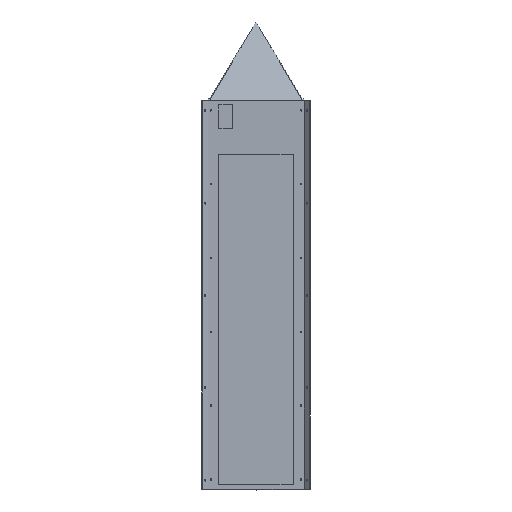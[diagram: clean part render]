
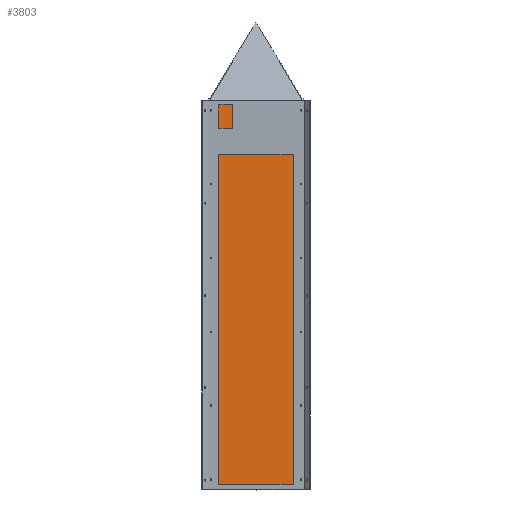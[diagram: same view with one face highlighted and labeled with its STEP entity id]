
A CAD part, top view. The second image highlights one B-rep face of the part: STEP entity #3803.
In plain terms, the highlighted planar face has unit normal (0, 0, 1).
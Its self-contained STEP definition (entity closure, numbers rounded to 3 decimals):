
#464 = VERTEX_POINT ( 'NONE', #3674 ) ;
#537 = AXIS2_PLACEMENT_3D ( 'NONE', #4726, #3368, #4606 ) ;
#709 = CARTESIAN_POINT ( 'NONE',  ( -195.096, 486.942, 23.221 ) ) ;
#1074 = VERTEX_POINT ( 'NONE', #8509 ) ;
#1154 = CARTESIAN_POINT ( 'NONE',  ( -195.096, -500.058, 23.221 ) ) ;
#1479 = EDGE_CURVE ( 'NONE', #6250, #464, #8484, .T. ) ;
#1673 = CARTESIAN_POINT ( 'NONE',  ( 8.904, 486.942, 23.221 ) ) ;
#1785 = CARTESIAN_POINT ( 'NONE',  ( 8.904, 486.942, 23.221 ) ) ;
#2450 = FACE_OUTER_BOUND ( 'NONE', #6492, .T. ) ;
#2506 = VECTOR ( 'NONE', #8576, 1000. ) ;
#2621 = VECTOR ( 'NONE', #8581, 1000. ) ;
#2990 = CARTESIAN_POINT ( 'NONE',  ( -195.096, 486.942, 23.221 ) ) ;
#3120 = CARTESIAN_POINT ( 'NONE',  ( 8.904, -500.058, 23.221 ) ) ;
#3170 = ORIENTED_EDGE ( 'NONE', *, *, #7058, .T. ) ;
#3187 = DIRECTION ( 'NONE',  ( 0., 1., 0. ) ) ;
#3368 = DIRECTION ( 'NONE',  ( 0., 0., 1. ) ) ;
#3515 = ORIENTED_EDGE ( 'NONE', *, *, #8416, .T. ) ;
#3674 = CARTESIAN_POINT ( 'NONE',  ( 8.904, -500.058, 23.221 ) ) ;
#3803 = ADVANCED_FACE ( 'NONE', ( #2450 ), #5277, .T. ) ;
#4606 = DIRECTION ( 'NONE',  ( 1., 0., 0. ) ) ;
#4726 = CARTESIAN_POINT ( 'NONE',  ( 8.904, 486.942, 23.221 ) ) ;
#5277 = PLANE ( 'NONE',  #537 ) ;
#5723 = LINE ( 'NONE', #1673, #2621 ) ;
#5971 = ORIENTED_EDGE ( 'NONE', *, *, #7927, .T. ) ;
#6250 = VERTEX_POINT ( 'NONE', #1154 ) ;
#6299 = ORIENTED_EDGE ( 'NONE', *, *, #1479, .T. ) ;
#6492 = EDGE_LOOP ( 'NONE', ( #6299, #3170, #3515, #5971 ) ) ;
#6507 = LINE ( 'NONE', #1785, #7580 ) ;
#6790 = LINE ( 'NONE', #709, #8856 ) ;
#7058 = EDGE_CURVE ( 'NONE', #464, #1074, #6507, .T. ) ;
#7510 = DIRECTION ( 'NONE',  ( 0., -1., 0. ) ) ;
#7580 = VECTOR ( 'NONE', #3187, 1000. ) ;
#7927 = EDGE_CURVE ( 'NONE', #8471, #6250, #6790, .T. ) ;
#8416 = EDGE_CURVE ( 'NONE', #1074, #8471, #5723, .T. ) ;
#8471 = VERTEX_POINT ( 'NONE', #2990 ) ;
#8484 = LINE ( 'NONE', #3120, #2506 ) ;
#8509 = CARTESIAN_POINT ( 'NONE',  ( 8.904, 486.942, 23.221 ) ) ;
#8576 = DIRECTION ( 'NONE',  ( 1., 0., 0. ) ) ;
#8581 = DIRECTION ( 'NONE',  ( -1., 0., 0. ) ) ;
#8856 = VECTOR ( 'NONE', #7510, 1000. ) ;
